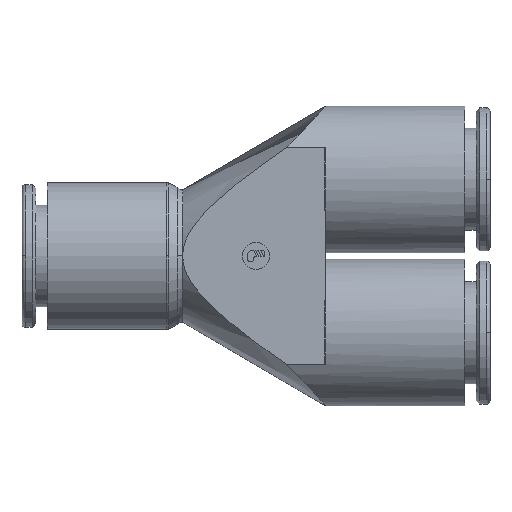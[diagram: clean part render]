
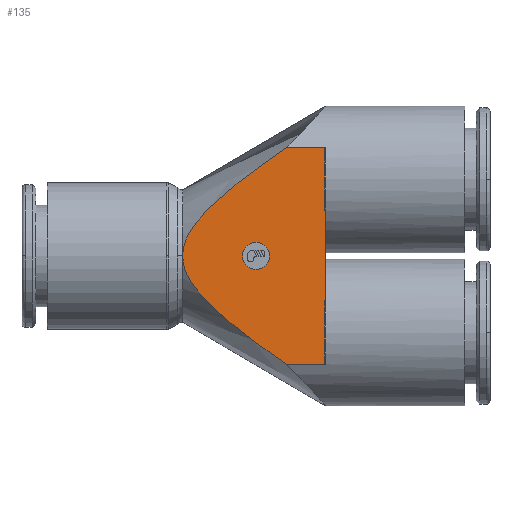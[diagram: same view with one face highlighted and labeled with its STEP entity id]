
A CAD part, top view. The second image highlights one B-rep face of the part: STEP entity #135.
In plain terms, the highlighted planar face has unit normal (0, 0, 1).
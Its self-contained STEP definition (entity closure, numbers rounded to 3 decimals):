
#135=ADVANCED_FACE('',(#345,#346),#347,.T.);
#345=FACE_BOUND('',#580,.T.);
#346=FACE_OUTER_BOUND('',#581,.T.);
#347=PLANE('',#582);
#580=EDGE_LOOP('',(#1323,#1324));
#581=EDGE_LOOP('',(#1325,#1326,#1327,#1328,#1329,#1330,#1331,#1332,#1333,#1334,#1335,#1336,#1337,#1338,#1339));
#582=AXIS2_PLACEMENT_3D('',#1340,#1341,#1342);
#1323=ORIENTED_EDGE('',*,*,#1681,.T.);
#1324=ORIENTED_EDGE('',*,*,#1739,.T.);
#1325=ORIENTED_EDGE('',*,*,#1779,.T.);
#1326=ORIENTED_EDGE('',*,*,#1775,.T.);
#1327=ORIENTED_EDGE('',*,*,#1782,.F.);
#1328=ORIENTED_EDGE('',*,*,#1777,.T.);
#1329=ORIENTED_EDGE('',*,*,#1598,.T.);
#1330=ORIENTED_EDGE('',*,*,#1783,.F.);
#1331=ORIENTED_EDGE('',*,*,#1784,.F.);
#1332=ORIENTED_EDGE('',*,*,#1785,.F.);
#1333=ORIENTED_EDGE('',*,*,#1786,.F.);
#1334=ORIENTED_EDGE('',*,*,#1787,.T.);
#1335=ORIENTED_EDGE('',*,*,#1788,.T.);
#1336=ORIENTED_EDGE('',*,*,#1789,.F.);
#1337=ORIENTED_EDGE('',*,*,#1790,.T.);
#1338=ORIENTED_EDGE('',*,*,#1580,.T.);
#1339=ORIENTED_EDGE('',*,*,#1791,.F.);
#1340=CARTESIAN_POINT('',(30.304,0.,8.56));
#1341=DIRECTION('',(0.0,0.0,1.0));
#1342=DIRECTION('',(0.,-1.0,0.0));
#1580=EDGE_CURVE('',#1912,#1910,#1913,.T.);
#1598=EDGE_CURVE('',#1943,#1941,#1944,.T.);
#1681=EDGE_CURVE('',#2093,#2097,#2099,.T.);
#1739=EDGE_CURVE('',#2097,#2093,#2195,.T.);
#1775=EDGE_CURVE('',#2236,#2234,#2237,.T.);
#1777=EDGE_CURVE('',#2239,#1943,#2240,.T.);
#1779=EDGE_CURVE('',#2242,#2236,#2243,.T.);
#1782=EDGE_CURVE('',#2239,#2234,#2246,.T.);
#1783=EDGE_CURVE('',#2247,#1941,#2248,.T.);
#1784=EDGE_CURVE('',#1843,#2247,#2249,.T.);
#1785=EDGE_CURVE('',#2250,#1843,#2251,.T.);
#1786=EDGE_CURVE('',#2252,#2250,#2253,.T.);
#1787=EDGE_CURVE('',#2252,#2254,#2255,.T.);
#1788=EDGE_CURVE('',#2254,#2256,#2257,.T.);
#1789=EDGE_CURVE('',#2258,#2256,#2259,.T.);
#1790=EDGE_CURVE('',#2258,#1912,#2260,.T.);
#1791=EDGE_CURVE('',#2242,#1910,#2261,.T.);
#1843=VERTEX_POINT('',#2318);
#1910=VERTEX_POINT('',#2500);
#1912=VERTEX_POINT('',#2502);
#1913=B_SPLINE_CURVE_WITH_KNOTS('',3,(#2503,#2504,#2505,#2506,#2507,#2508,#2509,#2510,#2511,#2512),.UNSPECIFIED.,.F.,.F.,(4,2,2,2,4),(3.934,4.018,4.086,4.154,4.221),.UNSPECIFIED.);
#1941=VERTEX_POINT('',#2595);
#1943=VERTEX_POINT('',#2597);
#1944=B_SPLINE_CURVE_WITH_KNOTS('',3,(#2598,#2599,#2600,#2601,#2602,#2603,#2604,#2605,#2606,#2607),.UNSPECIFIED.,.F.,.F.,(4,2,2,2,4),(3.934,4.018,4.086,4.154,4.221),.UNSPECIFIED.);
#2093=VERTEX_POINT('',#2810);
#2097=VERTEX_POINT('',#2815);
#2099=CIRCLE('',#2818,1.75);
#2195=CIRCLE('',#2959,1.75);
#2234=VERTEX_POINT('',#3029);
#2236=VERTEX_POINT('',#3031);
#2237=(B_SPLINE_CURVE(2,(#3033,#3034,#3035),.UNSPECIFIED.,.F.,.F.)B_SPLINE_CURVE_WITH_KNOTS((3,3),(0.0,1.783),.UNSPECIFIED.)RATIONAL_B_SPLINE_CURVE((1.0,1.005,1.0))BOUNDED_CURVE()REPRESENTATION_ITEM('')GEOMETRIC_REPRESENTATION_ITEM()CURVE());
#2239=VERTEX_POINT('',#3043);
#2240=(B_SPLINE_CURVE(2,(#3045,#3046,#3047),.UNSPECIFIED.,.F.,.F.)B_SPLINE_CURVE_WITH_KNOTS((3,3),(0.0,1.783),.UNSPECIFIED.)RATIONAL_B_SPLINE_CURVE((1.0,1.005,1.0))BOUNDED_CURVE()REPRESENTATION_ITEM('')GEOMETRIC_REPRESENTATION_ITEM()CURVE());
#2242=VERTEX_POINT('',#3055);
#2243=B_SPLINE_CURVE_WITH_KNOTS('',3,(#3056,#3057,#3058,#3059,#3060,#3061,#3062,#3063,#3064,#3065),.UNSPECIFIED.,.F.,.F.,(4,2,2,2,4),(12.393,12.461,12.529,12.596,12.681),.UNSPECIFIED.);
#2246=LINE('',#3068,#3069);
#2247=VERTEX_POINT('',#3070);
#2248=LINE('',#3071,#3072);
#2249=(B_SPLINE_CURVE(2,(#3074,#3075,#3076,#3077,#3078),.UNSPECIFIED.,.F.,.F.)B_SPLINE_CURVE_WITH_KNOTS((3,2,3),(0.0,25.88,51.76),.UNSPECIFIED.)RATIONAL_B_SPLINE_CURVE((1.0,1.279,1.0,1.279,1.0))BOUNDED_CURVE()REPRESENTATION_ITEM('')GEOMETRIC_REPRESENTATION_ITEM()CURVE());
#2250=VERTEX_POINT('',#3085);
#2251=(B_SPLINE_CURVE(2,(#3087,#3088,#3089,#3090,#3091),.UNSPECIFIED.,.F.,.F.)B_SPLINE_CURVE_WITH_KNOTS((3,2,3),(0.0,25.88,51.76),.UNSPECIFIED.)RATIONAL_B_SPLINE_CURVE((1.0,1.279,1.0,1.279,1.0))BOUNDED_CURVE()REPRESENTATION_ITEM('')GEOMETRIC_REPRESENTATION_ITEM()CURVE());
#2252=VERTEX_POINT('',#3098);
#2253=LINE('',#3099,#3100);
#2254=VERTEX_POINT('',#3101);
#2255=B_SPLINE_CURVE_WITH_KNOTS('',3,(#3102,#3103,#3104,#3105,#3106,#3107,#3108,#3109,#3110,#3111),.UNSPECIFIED.,.F.,.F.,(4,2,2,2,4),(12.393,12.461,12.529,12.596,12.681),.UNSPECIFIED.);
#2256=VERTEX_POINT('',#3112);
#2257=(B_SPLINE_CURVE(2,(#3114,#3115,#3116),.UNSPECIFIED.,.F.,.F.)B_SPLINE_CURVE_WITH_KNOTS((3,3),(0.0,1.781),.UNSPECIFIED.)RATIONAL_B_SPLINE_CURVE((1.0,1.005,1.0))BOUNDED_CURVE()REPRESENTATION_ITEM('')GEOMETRIC_REPRESENTATION_ITEM()CURVE());
#2258=VERTEX_POINT('',#3123);
#2259=LINE('',#3124,#3125);
#2260=(B_SPLINE_CURVE(2,(#3127,#3128,#3129),.UNSPECIFIED.,.F.,.F.)B_SPLINE_CURVE_WITH_KNOTS((3,3),(0.0,1.781),.UNSPECIFIED.)RATIONAL_B_SPLINE_CURVE((1.0,1.005,1.0))BOUNDED_CURVE()REPRESENTATION_ITEM('')GEOMETRIC_REPRESENTATION_ITEM()CURVE());
#2261=LINE('',#3136,#3137);
#2318=CARTESIAN_POINT('',(20.81,0.,8.56));
#2500=CARTESIAN_POINT('',(39.337,-5.805,8.56));
#2502=CARTESIAN_POINT('',(39.197,-5.833,8.56));
#2503=CARTESIAN_POINT('',(39.118,-5.875,8.56));
#2504=CARTESIAN_POINT('',(39.144,-5.858,8.56));
#2505=CARTESIAN_POINT('',(39.171,-5.844,8.56));
#2506=CARTESIAN_POINT('',(39.218,-5.824,8.56));
#2507=CARTESIAN_POINT('',(39.242,-5.817,8.56));
#2508=CARTESIAN_POINT('',(39.29,-5.807,8.56));
#2509=CARTESIAN_POINT('',(39.314,-5.805,8.56));
#2510=CARTESIAN_POINT('',(39.36,-5.805,8.56));
#2511=CARTESIAN_POINT('',(39.384,-5.807,8.56));
#2512=CARTESIAN_POINT('',(39.408,-5.812,8.56));
#2595=CARTESIAN_POINT('',(39.337,14.045,8.56));
#2597=CARTESIAN_POINT('',(39.197,14.017,8.56));
#2598=CARTESIAN_POINT('',(39.118,13.975,8.56));
#2599=CARTESIAN_POINT('',(39.144,13.992,8.56));
#2600=CARTESIAN_POINT('',(39.171,14.006,8.56));
#2601=CARTESIAN_POINT('',(39.218,14.026,8.56));
#2602=CARTESIAN_POINT('',(39.242,14.033,8.56));
#2603=CARTESIAN_POINT('',(39.29,14.043,8.56));
#2604=CARTESIAN_POINT('',(39.314,14.045,8.56));
#2605=CARTESIAN_POINT('',(39.36,14.045,8.56));
#2606=CARTESIAN_POINT('',(39.384,14.043,8.56));
#2607=CARTESIAN_POINT('',(39.408,14.038,8.56));
#2810=CARTESIAN_POINT('',(32.054,0.0,8.56));
#2815=CARTESIAN_POINT('',(28.554,0.,8.56));
#2818=AXIS2_PLACEMENT_3D('',#3582,#3583,#3584);
#2959=AXIS2_PLACEMENT_3D('',#3666,#3667,#3668);
#3029=CARTESIAN_POINT('',(39.337,7.608,8.56));
#3031=CARTESIAN_POINT('',(39.197,5.833,8.56));
#3033=CARTESIAN_POINT('',(39.197,5.833,8.56));
#3034=CARTESIAN_POINT('',(39.287,6.752,8.56));
#3035=CARTESIAN_POINT('',(39.337,7.611,8.56));
#3043=CARTESIAN_POINT('',(39.337,12.242,8.56));
#3045=CARTESIAN_POINT('',(39.337,12.239,8.56));
#3046=CARTESIAN_POINT('',(39.287,13.098,8.56));
#3047=CARTESIAN_POINT('',(39.197,14.017,8.56));
#3055=CARTESIAN_POINT('',(39.337,5.805,8.56));
#3056=CARTESIAN_POINT('',(39.408,5.812,8.56));
#3057=CARTESIAN_POINT('',(39.384,5.807,8.56));
#3058=CARTESIAN_POINT('',(39.36,5.805,8.56));
#3059=CARTESIAN_POINT('',(39.314,5.805,8.56));
#3060=CARTESIAN_POINT('',(39.29,5.807,8.56));
#3061=CARTESIAN_POINT('',(39.242,5.817,8.56));
#3062=CARTESIAN_POINT('',(39.218,5.824,8.56));
#3063=CARTESIAN_POINT('',(39.171,5.844,8.56));
#3064=CARTESIAN_POINT('',(39.144,5.858,8.56));
#3065=CARTESIAN_POINT('',(39.118,5.875,8.56));
#3068=CARTESIAN_POINT('',(39.337,-4.856,8.56));
#3069=VECTOR('',#3777,1.0);
#3070=CARTESIAN_POINT('',(34.261,14.045,8.56));
#3071=CARTESIAN_POINT('',(30.074,14.045,8.56));
#3072=VECTOR('',#3778,1.0);
#3074=CARTESIAN_POINT('',(39.337,-17.437,8.56));
#3075=CARTESIAN_POINT('',(20.81,-5.334,8.56));
#3076=CARTESIAN_POINT('',(20.81,0.,8.56));
#3077=CARTESIAN_POINT('',(20.81,5.334,8.56));
#3078=CARTESIAN_POINT('',(39.337,17.437,8.56));
#3085=CARTESIAN_POINT('',(34.261,-14.045,8.56));
#3087=CARTESIAN_POINT('',(39.337,-17.437,8.56));
#3088=CARTESIAN_POINT('',(20.81,-5.334,8.56));
#3089=CARTESIAN_POINT('',(20.81,0.,8.56));
#3090=CARTESIAN_POINT('',(20.81,5.334,8.56));
#3091=CARTESIAN_POINT('',(39.337,17.437,8.56));
#3098=CARTESIAN_POINT('',(39.337,-14.045,8.56));
#3099=CARTESIAN_POINT('',(30.074,-14.045,8.56));
#3100=VECTOR('',#3779,1.0);
#3101=CARTESIAN_POINT('',(39.197,-14.017,8.56));
#3102=CARTESIAN_POINT('',(39.408,-14.038,8.56));
#3103=CARTESIAN_POINT('',(39.384,-14.043,8.56));
#3104=CARTESIAN_POINT('',(39.36,-14.045,8.56));
#3105=CARTESIAN_POINT('',(39.314,-14.045,8.56));
#3106=CARTESIAN_POINT('',(39.29,-14.043,8.56));
#3107=CARTESIAN_POINT('',(39.242,-14.033,8.56));
#3108=CARTESIAN_POINT('',(39.218,-14.026,8.56));
#3109=CARTESIAN_POINT('',(39.171,-14.006,8.56));
#3110=CARTESIAN_POINT('',(39.144,-13.992,8.56));
#3111=CARTESIAN_POINT('',(39.118,-13.975,8.56));
#3112=CARTESIAN_POINT('',(39.337,-12.242,8.56));
#3114=CARTESIAN_POINT('',(39.197,-14.017,8.56));
#3115=CARTESIAN_POINT('',(39.286,-13.099,8.56));
#3116=CARTESIAN_POINT('',(39.337,-12.242,8.56));
#3123=CARTESIAN_POINT('',(39.337,-7.608,8.56));
#3124=CARTESIAN_POINT('',(39.337,-4.856,8.56));
#3125=VECTOR('',#3780,1.0);
#3127=CARTESIAN_POINT('',(39.337,-7.608,8.56));
#3128=CARTESIAN_POINT('',(39.286,-6.751,8.56));
#3129=CARTESIAN_POINT('',(39.197,-5.833,8.56));
#3136=CARTESIAN_POINT('',(39.337,-4.856,8.56));
#3137=VECTOR('',#3781,1.0);
#3582=CARTESIAN_POINT('',(30.304,0.0,8.56));
#3583=DIRECTION('',(0.0,0.0,-1.0));
#3584=DIRECTION('',(1.0,0.0,0.0));
#3666=CARTESIAN_POINT('',(30.304,0.0,8.56));
#3667=DIRECTION('',(0.0,0.0,-1.0));
#3668=DIRECTION('',(1.0,0.0,0.0));
#3777=DIRECTION('',(0.,-1.0,0.0));
#3778=DIRECTION('',(1.0,0.,0.0));
#3779=DIRECTION('',(-1.0,0.,-0.0));
#3780=DIRECTION('',(0.,-1.0,0.0));
#3781=DIRECTION('',(0.,-1.0,0.0));
